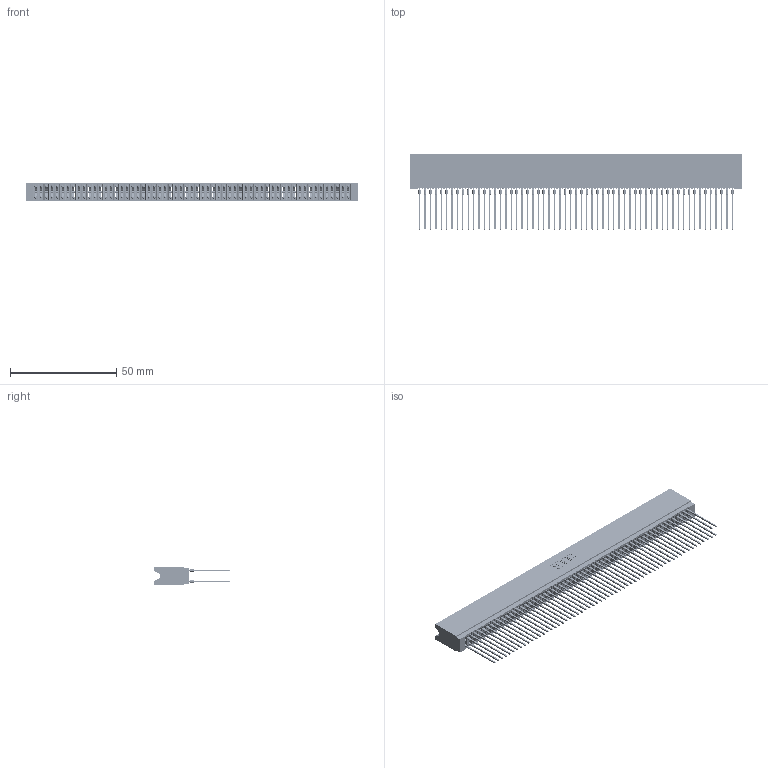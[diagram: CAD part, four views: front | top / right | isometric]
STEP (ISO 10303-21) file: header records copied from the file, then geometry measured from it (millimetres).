
FILE_DESCRIPTION (( 'STEP AP203' ), '1' );
FILE_NAME ('745-118-541-206.STEP', '2026-02-27T01:13:19', ( '' ), ( '' ), 'SwSTEP 2.0', 'SolidWorks 2023', '' );
FILE_SCHEMA (( 'CONFIG_CONTROL_DESIGN' ));
Length unit declared in the file: millimetre
Products named in the file (3): 745-118-541-206; 745 Part_Insulator Option - 06; 745-292-001_541
Assembly tree (119 placements, depth 2):
  745-118-541-206
    745 Part_Insulator Option - 06
    745-292-001_541  x118
Bounding box: 156.46 x 35.45 x 8.89 mm (x, y, z)
Volume: 14543.6 mm3; surface area: 32329 mm2
Topology: 119 solids, 119 shells, 10657 faces, 28639 edges, 17990 vertices
Faces by surface type: plane 5484, bspline 2360, cylinder 2105, torus 708
Entity records: 97027 total; most frequent: CARTESIAN_POINT 17326, ORIENTED_EDGE 16796, DIRECTION 14658, EDGE_CURVE 8398, VECTOR 7862, LINE 7862, VERTEX_POINT 5354, AXIS2_PLACEMENT_3D 3398
